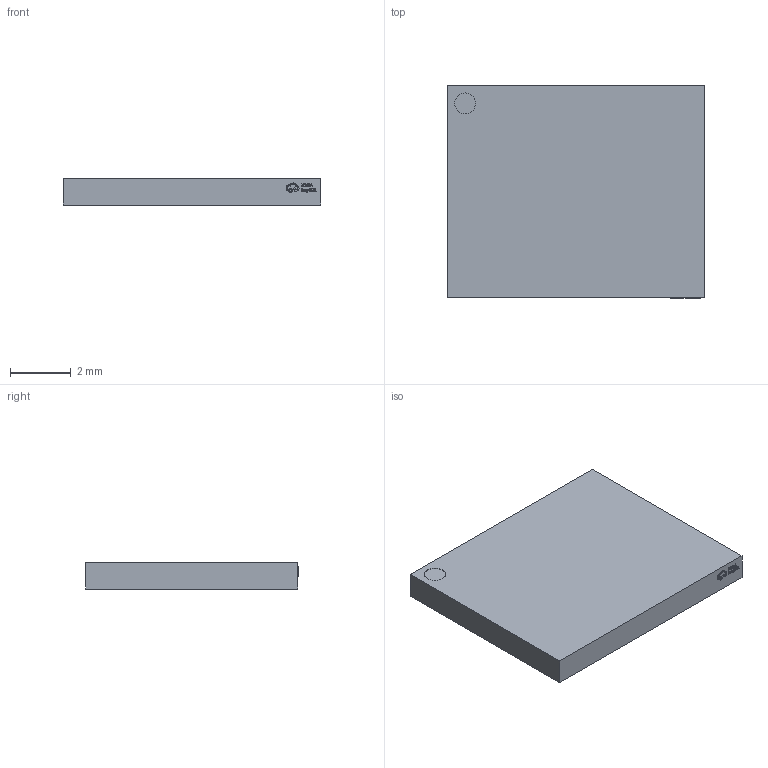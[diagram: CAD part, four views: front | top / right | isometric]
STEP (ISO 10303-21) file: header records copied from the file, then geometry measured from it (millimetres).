
FILE_DESCRIPTION (( 'STEP AP214' ), '1' );
FILE_NAME ('LGA-8_L8.5-W7.0-P1.27-TL.STEP', '2023-05-20T07:29:18', ( '' ), ( '' ), 'SwSTEP 2.0', 'SolidWorks 2020', '' );
FILE_SCHEMA (( 'AUTOMOTIVE_DESIGN' ));
Length unit declared in the file: millimetre
Products named in the file (1): LGA-8_L8.5-W7.0-P1.27-TL
Bounding box: 8.5 x 7.01 x 0.9 mm (x, y, z)
Volume: 52.5 mm3; surface area: 147 mm2
Topology: 1 solids, 1 shells, 282 faces, 750 edges, 500 vertices
Faces by surface type: plane 182, bspline 98, cylinder 2
Entity records: 12326 total; most frequent: CARTESIAN_POINT 2839, ORIENTED_EDGE 1500, DIRECTION 924, EDGE_CURVE 750, LINE 546, VECTOR 546, VERTEX_POINT 500, EDGE_LOOP 312
